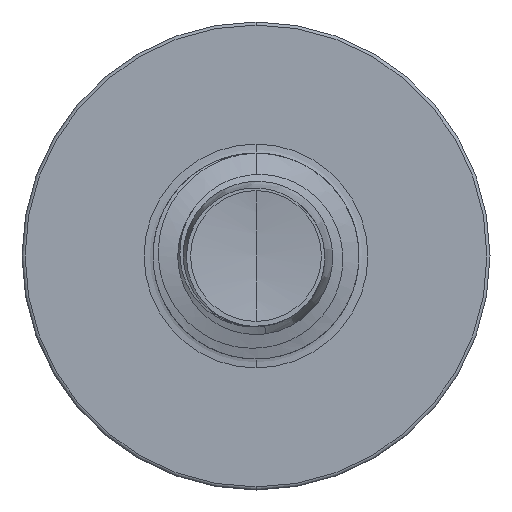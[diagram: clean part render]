
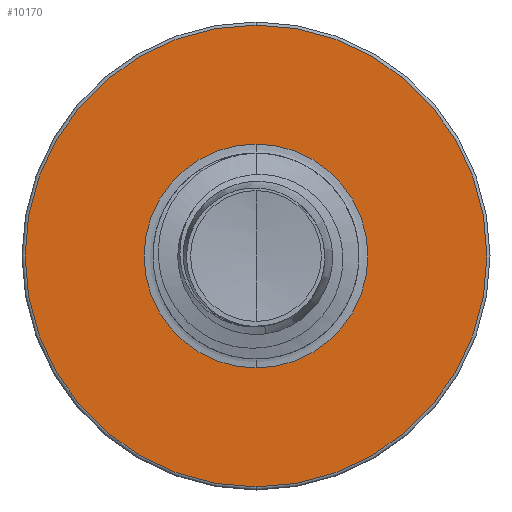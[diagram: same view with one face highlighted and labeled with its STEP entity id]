
A CAD part, front view. The second image highlights one B-rep face of the part: STEP entity #10170.
In plain terms, the highlighted planar face has unit normal (0, -1, 0).
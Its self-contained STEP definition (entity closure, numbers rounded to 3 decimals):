
#1 = CARTESIAN_POINT ( 'NONE',  ( 0., 4.5, 0. ) ) ;
#58 = DIRECTION ( 'NONE',  ( 0., 0., 1. ) ) ;
#349 = FACE_BOUND ( 'NONE', #11484, .T. ) ;
#400 = CARTESIAN_POINT ( 'NONE',  ( 0., 4.5, -1.196 ) ) ;
#465 = FACE_OUTER_BOUND ( 'NONE', #6446, .T. ) ;
#1330 = CIRCLE ( 'NONE', #3291, 2.467 ) ;
#1380 = EDGE_CURVE ( 'NONE', #11021, #9811, #9341, .T. ) ;
#2539 = CARTESIAN_POINT ( 'NONE',  ( 0., 4.5, 1.196 ) ) ;
#3291 = AXIS2_PLACEMENT_3D ( 'NONE', #13140, #7998, #58 ) ;
#3829 = CARTESIAN_POINT ( 'NONE',  ( 0., 4.5, -2.467 ) ) ;
#4640 = ORIENTED_EDGE ( 'NONE', *, *, #10096, .T. ) ;
#4750 = CIRCLE ( 'NONE', #4792, 2.467 ) ;
#4792 = AXIS2_PLACEMENT_3D ( 'NONE', #6803, #6788, #6254 ) ;
#5433 = VERTEX_POINT ( 'NONE', #5984 ) ;
#5694 = AXIS2_PLACEMENT_3D ( 'NONE', #8078, #7043, #6891 ) ;
#5925 = AXIS2_PLACEMENT_3D ( 'NONE', #11048, #10927, #10780 ) ;
#5984 = CARTESIAN_POINT ( 'NONE',  ( 0., 4.5, 2.467 ) ) ;
#6167 = CIRCLE ( 'NONE', #5925, 1.196 ) ;
#6254 = DIRECTION ( 'NONE',  ( 0., 0., 1. ) ) ;
#6446 = EDGE_LOOP ( 'NONE', ( #10053, #11276 ) ) ;
#6497 = ORIENTED_EDGE ( 'NONE', *, *, #1380, .T. ) ;
#6788 = DIRECTION ( 'NONE',  ( 0., 1., 0. ) ) ;
#6803 = CARTESIAN_POINT ( 'NONE',  ( 0., 4.5, 0. ) ) ;
#6891 = DIRECTION ( 'NONE',  ( 0., 0., 1. ) ) ;
#7043 = DIRECTION ( 'NONE',  ( 0., 1., 0. ) ) ;
#7418 = VERTEX_POINT ( 'NONE', #3829 ) ;
#7998 = DIRECTION ( 'NONE',  ( 0., 1., 0. ) ) ;
#8078 = CARTESIAN_POINT ( 'NONE',  ( 0., 4.5, -1.196 ) ) ;
#9341 = CIRCLE ( 'NONE', #9708, 1.196 ) ;
#9708 = AXIS2_PLACEMENT_3D ( 'NONE', #1, #11504, #11471 ) ;
#9811 = VERTEX_POINT ( 'NONE', #400 ) ;
#10013 = PLANE ( 'NONE',  #5694 ) ;
#10053 = ORIENTED_EDGE ( 'NONE', *, *, #11572, .F. ) ;
#10096 = EDGE_CURVE ( 'NONE', #9811, #11021, #6167, .T. ) ;
#10170 = ADVANCED_FACE ( 'NONE', ( #465, #349 ), #10013, .F. ) ;
#10763 = EDGE_CURVE ( 'NONE', #7418, #5433, #4750, .T. ) ;
#10780 = DIRECTION ( 'NONE',  ( 0., 0., 1. ) ) ;
#10927 = DIRECTION ( 'NONE',  ( 0., 1., 0. ) ) ;
#11021 = VERTEX_POINT ( 'NONE', #2539 ) ;
#11048 = CARTESIAN_POINT ( 'NONE',  ( 0., 4.5, 0. ) ) ;
#11276 = ORIENTED_EDGE ( 'NONE', *, *, #10763, .F. ) ;
#11471 = DIRECTION ( 'NONE',  ( 0., 0., 1. ) ) ;
#11484 = EDGE_LOOP ( 'NONE', ( #6497, #4640 ) ) ;
#11504 = DIRECTION ( 'NONE',  ( 0., 1., 0. ) ) ;
#11572 = EDGE_CURVE ( 'NONE', #5433, #7418, #1330, .T. ) ;
#13140 = CARTESIAN_POINT ( 'NONE',  ( 0., 4.5, 0. ) ) ;
